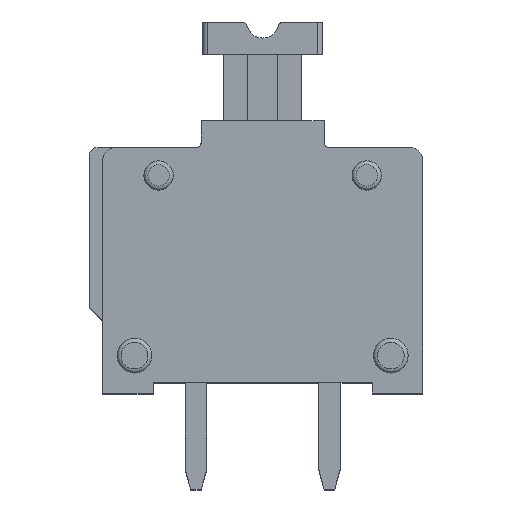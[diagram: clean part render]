
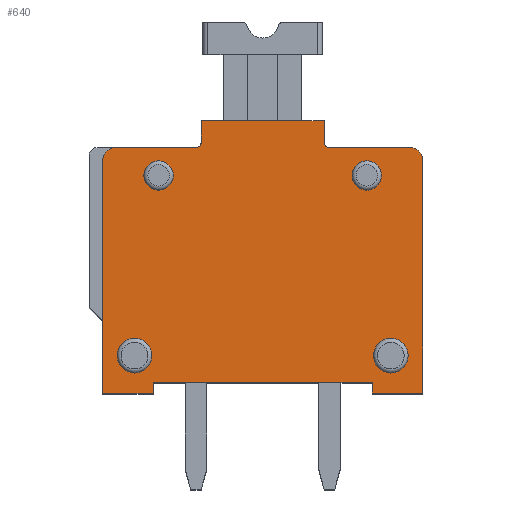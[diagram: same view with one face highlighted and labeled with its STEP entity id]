
A CAD part, top view. The second image highlights one B-rep face of the part: STEP entity #640.
In plain terms, the highlighted planar face has unit normal (0, 0, 1).
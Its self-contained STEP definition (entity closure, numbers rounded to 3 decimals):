
#640 = ADVANCED_FACE( '', ( #1370, #1371, #1372, #1373, #1374 ), #1375, .T. );
#1370 = FACE_OUTER_BOUND( '', #2212, .T. );
#1371 = FACE_BOUND( '', #2213, .T. );
#1372 = FACE_BOUND( '', #2214, .T. );
#1373 = FACE_BOUND( '', #2215, .T. );
#1374 = FACE_BOUND( '', #2216, .T. );
#1375 = PLANE( '', #2217 );
#2212 = EDGE_LOOP( '', ( #3894, #3895, #3896, #3897, #3898, #3899, #3900, #3901, #3902, #3903, #3904, #3905, #3906, #3907, #3908, #3909 ) );
#2213 = EDGE_LOOP( '', ( #3910 ) );
#2214 = EDGE_LOOP( '', ( #3911 ) );
#2215 = EDGE_LOOP( '', ( #3912 ) );
#2216 = EDGE_LOOP( '', ( #3913 ) );
#2217 = AXIS2_PLACEMENT_3D( '', #3914, #3915, #3916 );
#3894 = ORIENTED_EDGE( '', *, *, #5454, .T. );
#3895 = ORIENTED_EDGE( '', *, *, #5645, .T. );
#3896 = ORIENTED_EDGE( '', *, *, #5055, .F. );
#3897 = ORIENTED_EDGE( '', *, *, #5646, .F. );
#3898 = ORIENTED_EDGE( '', *, *, #5375, .F. );
#3899 = ORIENTED_EDGE( '', *, *, #5647, .T. );
#3900 = ORIENTED_EDGE( '', *, *, #5648, .F. );
#3901 = ORIENTED_EDGE( '', *, *, #5649, .F. );
#3902 = ORIENTED_EDGE( '', *, *, #5485, .T. );
#3903 = ORIENTED_EDGE( '', *, *, #5302, .T. );
#3904 = ORIENTED_EDGE( '', *, *, #5586, .T. );
#3905 = ORIENTED_EDGE( '', *, *, #5650, .T. );
#3906 = ORIENTED_EDGE( '', *, *, #5112, .T. );
#3907 = ORIENTED_EDGE( '', *, *, #5517, .F. );
#3908 = ORIENTED_EDGE( '', *, *, #5598, .T. );
#3909 = ORIENTED_EDGE( '', *, *, #5651, .F. );
#3910 = ORIENTED_EDGE( '', *, *, #5652, .F. );
#3911 = ORIENTED_EDGE( '', *, *, #5653, .F. );
#3912 = ORIENTED_EDGE( '', *, *, #5530, .F. );
#3913 = ORIENTED_EDGE( '', *, *, #5654, .F. );
#3914 = CARTESIAN_POINT( '', ( 5.954, 7.756, 3.5 ) );
#3915 = DIRECTION( '', ( 0., 0., 1. ) );
#3916 = DIRECTION( '', ( 1., 0., 0. ) );
#5055 = EDGE_CURVE( '', #6051, #6053, #6054, .T. );
#5112 = EDGE_CURVE( '', #6154, #6152, #6155, .T. );
#5302 = EDGE_CURVE( '', #6469, #6467, #6470, .T. );
#5375 = EDGE_CURVE( '', #6579, #6581, #6582, .T. );
#5454 = EDGE_CURVE( '', #6707, #6705, #6708, .T. );
#5485 = EDGE_CURVE( '', #6753, #6469, #6754, .T. );
#5517 = EDGE_CURVE( '', #6800, #6152, #6802, .T. );
#5530 = EDGE_CURVE( '', #6822, #6822, #6823, .T. );
#5586 = EDGE_CURVE( '', #6467, #6900, #6902, .T. );
#5598 = EDGE_CURVE( '', #6800, #6915, #6918, .T. );
#5645 = EDGE_CURVE( '', #6705, #6053, #6978, .T. );
#5646 = EDGE_CURVE( '', #6581, #6051, #6979, .T. );
#5647 = EDGE_CURVE( '', #6579, #6980, #6981, .T. );
#5648 = EDGE_CURVE( '', #6982, #6980, #6983, .T. );
#5649 = EDGE_CURVE( '', #6753, #6982, #6984, .T. );
#5650 = EDGE_CURVE( '', #6900, #6154, #6985, .T. );
#5651 = EDGE_CURVE( '', #6707, #6915, #6986, .T. );
#5652 = EDGE_CURVE( '', #6987, #6987, #6988, .T. );
#5653 = EDGE_CURVE( '', #6989, #6989, #6990, .T. );
#5654 = EDGE_CURVE( '', #6991, #6991, #6992, .T. );
#6051 = VERTEX_POINT( '', #7484 );
#6053 = VERTEX_POINT( '', #7487 );
#6054 = LINE( '', #7488, #7489 );
#6152 = VERTEX_POINT( '', #7621 );
#6154 = VERTEX_POINT( '', #7624 );
#6155 = LINE( '', #7625, #7626 );
#6467 = VERTEX_POINT( '', #8079 );
#6469 = VERTEX_POINT( '', #8082 );
#6470 = CIRCLE( '', #8083, 0.2 );
#6579 = VERTEX_POINT( '', #8235 );
#6581 = VERTEX_POINT( '', #8238 );
#6582 = LINE( '', #8239, #8240 );
#6705 = VERTEX_POINT( '', #8455 );
#6707 = VERTEX_POINT( '', #8458 );
#6708 = LINE( '', #8459, #8460 );
#6753 = VERTEX_POINT( '', #8523 );
#6754 = LINE( '', #8524, #8525 );
#6800 = VERTEX_POINT( '', #8585 );
#6802 = CIRCLE( '', #8588, 0.2 );
#6822 = VERTEX_POINT( '', #8614 );
#6823 = CIRCLE( '', #8615, 0.65 );
#6900 = VERTEX_POINT( '', #8768 );
#6902 = LINE( '', #8771, #8772 );
#6915 = VERTEX_POINT( '', #8791 );
#6918 = LINE( '', #8795, #8796 );
#6978 = LINE( '', #8906, #8907 );
#6979 = LINE( '', #8908, #8909 );
#6980 = VERTEX_POINT( '', #8910 );
#6981 = LINE( '', #8911, #8912 );
#6982 = VERTEX_POINT( '', #8913 );
#6983 = LINE( '', #8914, #8915 );
#6984 = CIRCLE( '', #8916, 0.5 );
#6985 = LINE( '', #8917, #8918 );
#6986 = CIRCLE( '', #8919, 0.5 );
#6987 = VERTEX_POINT( '', #8920 );
#6988 = CIRCLE( '', #8921, 0.65 );
#6989 = VERTEX_POINT( '', #8922 );
#6990 = CIRCLE( '', #8923, 0.55 );
#6991 = VERTEX_POINT( '', #8924 );
#6992 = CIRCLE( '', #8925, 0.55 );
#7484 = CARTESIAN_POINT( '', ( 1.9, 0.4, 3.5 ) );
#7487 = CARTESIAN_POINT( '', ( 1.9, 0., 3.5 ) );
#7488 = CARTESIAN_POINT( '', ( 1.9, 7.285, 3.5 ) );
#7489 = VECTOR( '', #9382, 1000. );
#7621 = CARTESIAN_POINT( '', ( 3.7, 9.4, 3.5 ) );
#7624 = CARTESIAN_POINT( '', ( 3.7, 10.2, 3.5 ) );
#7625 = CARTESIAN_POINT( '', ( 3.7, 7.285, 3.5 ) );
#7626 = VECTOR( '', #9454, 1000. );
#8079 = CARTESIAN_POINT( '', ( 8.3, 9.4, 3.5 ) );
#8082 = CARTESIAN_POINT( '', ( 8.5, 9.2, 3.5 ) );
#8083 = AXIS2_PLACEMENT_3D( '', #9657, #9658, #9659 );
#8235 = CARTESIAN_POINT( '', ( 10.1, 0., 3.5 ) );
#8238 = CARTESIAN_POINT( '', ( 10.1, 0.4, 3.5 ) );
#8239 = CARTESIAN_POINT( '', ( 10.1, 7.285, 3.5 ) );
#8240 = VECTOR( '', #9728, 1000. );
#8455 = CARTESIAN_POINT( '', ( 0., 0., 3.5 ) );
#8458 = CARTESIAN_POINT( '', ( 0., 8.7, 3.5 ) );
#8459 = CARTESIAN_POINT( '', ( 0., 7.285, 3.5 ) );
#8460 = VECTOR( '', #9807, 1000. );
#8523 = CARTESIAN_POINT( '', ( 11.5, 9.2, 3.5 ) );
#8524 = CARTESIAN_POINT( '', ( 7.771, 9.2, 3.5 ) );
#8525 = VECTOR( '', #9835, 1000. );
#8585 = CARTESIAN_POINT( '', ( 3.5, 9.2, 3.5 ) );
#8588 = AXIS2_PLACEMENT_3D( '', #9881, #9882, #9883 );
#8614 = CARTESIAN_POINT( '', ( 11.45, 1.4, 3.5 ) );
#8615 = AXIS2_PLACEMENT_3D( '', #9899, #9900, #9901 );
#8768 = CARTESIAN_POINT( '', ( 8.3, 10.2, 3.5 ) );
#8771 = CARTESIAN_POINT( '', ( 8.3, 7.285, 3.5 ) );
#8772 = VECTOR( '', #9952, 1000. );
#8791 = CARTESIAN_POINT( '', ( 0.5, 9.2, 3.5 ) );
#8795 = CARTESIAN_POINT( '', ( 7.771, 9.2, 3.5 ) );
#8796 = VECTOR( '', #9960, 1000. );
#8906 = CARTESIAN_POINT( '', ( 7.771, 0., 3.5 ) );
#8907 = VECTOR( '', #10005, 1000. );
#8908 = CARTESIAN_POINT( '', ( 7.771, 0.4, 3.5 ) );
#8909 = VECTOR( '', #10006, 1000. );
#8910 = CARTESIAN_POINT( '', ( 12., 0., 3.5 ) );
#8911 = CARTESIAN_POINT( '', ( 7.771, 0., 3.5 ) );
#8912 = VECTOR( '', #10007, 1000. );
#8913 = CARTESIAN_POINT( '', ( 12., 8.7, 3.5 ) );
#8914 = CARTESIAN_POINT( '', ( 12., 7.285, 3.5 ) );
#8915 = VECTOR( '', #10008, 1000. );
#8916 = AXIS2_PLACEMENT_3D( '', #10009, #10010, #10011 );
#8917 = CARTESIAN_POINT( '', ( 7.771, 10.2, 3.5 ) );
#8918 = VECTOR( '', #10012, 1000. );
#8919 = AXIS2_PLACEMENT_3D( '', #10013, #10014, #10015 );
#8920 = CARTESIAN_POINT( '', ( 1.85, 1.4, 3.5 ) );
#8921 = AXIS2_PLACEMENT_3D( '', #10016, #10017, #10018 );
#8922 = CARTESIAN_POINT( '', ( 2.65, 8.15, 3.5 ) );
#8923 = AXIS2_PLACEMENT_3D( '', #10019, #10020, #10021 );
#8924 = CARTESIAN_POINT( '', ( 10.45, 8.15, 3.5 ) );
#8925 = AXIS2_PLACEMENT_3D( '', #10022, #10023, #10024 );
#9382 = DIRECTION( '', ( 0., -1., 0. ) );
#9454 = DIRECTION( '', ( 0., -1., 0. ) );
#9657 = CARTESIAN_POINT( '', ( 8.5, 9.4, 3.5 ) );
#9658 = DIRECTION( '', ( 0., 0., -1. ) );
#9659 = DIRECTION( '', ( -1., 0., 0. ) );
#9728 = DIRECTION( '', ( 0., 1., 0. ) );
#9807 = DIRECTION( '', ( 0., -1., 0. ) );
#9835 = DIRECTION( '', ( -1., 0., 0. ) );
#9881 = CARTESIAN_POINT( '', ( 3.5, 9.4, 3.5 ) );
#9882 = DIRECTION( '', ( 0., 0., 1. ) );
#9883 = DIRECTION( '', ( 1., 0., 0. ) );
#9899 = CARTESIAN_POINT( '', ( 10.8, 1.4, 3.5 ) );
#9900 = DIRECTION( '', ( 0., 0., 1. ) );
#9901 = DIRECTION( '', ( 1., 0., 0. ) );
#9952 = DIRECTION( '', ( 0., 1., 0. ) );
#9960 = DIRECTION( '', ( -1., 0., 0. ) );
#10005 = DIRECTION( '', ( 1., 0., 0. ) );
#10006 = DIRECTION( '', ( -1., 0., 0. ) );
#10007 = DIRECTION( '', ( 1., 0., 0. ) );
#10008 = DIRECTION( '', ( 0., -1., 0. ) );
#10009 = CARTESIAN_POINT( '', ( 11.5, 8.7, 3.5 ) );
#10010 = DIRECTION( '', ( 0., 0., -1. ) );
#10011 = DIRECTION( '', ( -1., 0., 0. ) );
#10012 = DIRECTION( '', ( -1., 0., 0. ) );
#10013 = CARTESIAN_POINT( '', ( 0.5, 8.7, 3.5 ) );
#10014 = DIRECTION( '', ( 0., 0., -1. ) );
#10015 = DIRECTION( '', ( -1., 0., 0. ) );
#10016 = CARTESIAN_POINT( '', ( 1.2, 1.4, 3.5 ) );
#10017 = DIRECTION( '', ( 0., 0., 1. ) );
#10018 = DIRECTION( '', ( 1., 0., 0. ) );
#10019 = CARTESIAN_POINT( '', ( 2.1, 8.15, 3.5 ) );
#10020 = DIRECTION( '', ( 0., 0., 1. ) );
#10021 = DIRECTION( '', ( 1., 0., 0. ) );
#10022 = CARTESIAN_POINT( '', ( 9.9, 8.15, 3.5 ) );
#10023 = DIRECTION( '', ( 0., 0., 1. ) );
#10024 = DIRECTION( '', ( 1., 0., 0. ) );
